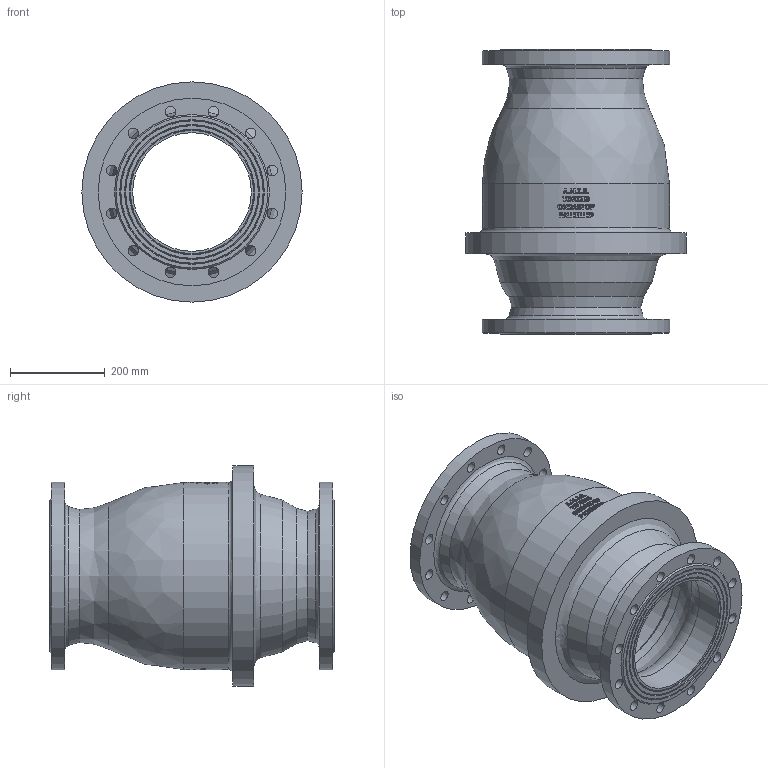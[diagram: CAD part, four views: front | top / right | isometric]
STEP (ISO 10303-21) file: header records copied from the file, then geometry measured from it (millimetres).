
FILE_DESCRIPTION((''),'2;1');
FILE_NAME('ONDASTOP DN 250 PN 10 SHAPE.stp','2018-10-26T10:58:04',('BonifantiL'),(''),'Autodesk Inventor 2008','Autodesk Inventor 2008','');
FILE_SCHEMA(('AUTOMOTIVE_DESIGN { 1 0 10303 214 1 1 1 1 }'));
Length unit declared in the file: millimetre
Products named in the file (1): ONDASTOP DN 250 PN 10 SHAPE
Bounding box: 464 x 600 x 464 mm (x, y, z)
Volume: 14870927.5 mm3; surface area: 1696845.9 mm2
Topology: 1 solids, 1 shells, 552 faces, 1440 edges, 952 vertices
Faces by surface type: plane 275, bspline 175, cylinder 82, cone 18, torus 2
Full cylindrical faces by diameter (mm): 22 x24, 250 x2, 308 x1, 364 x1, 394 x1, 395 x2, 464 x1
Entity records: 20187 total; most frequent: CARTESIAN_POINT 7491, ORIENTED_EDGE 2756, DIRECTION 2230, EDGE_CURVE 1378, VERTEX_POINT 952, AXIS2_PLACEMENT_3D 804, EDGE_LOOP 726, VECTOR 622
